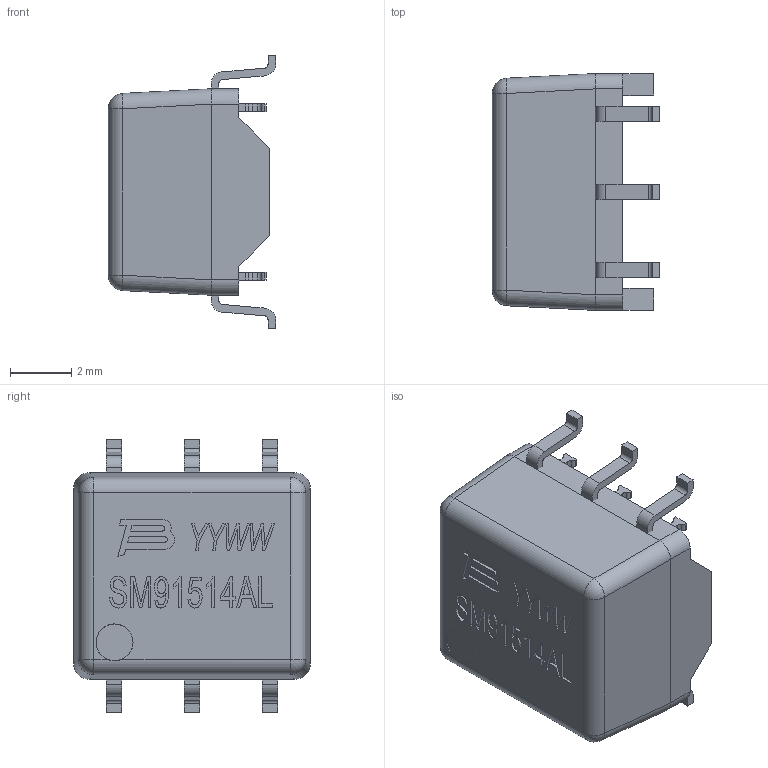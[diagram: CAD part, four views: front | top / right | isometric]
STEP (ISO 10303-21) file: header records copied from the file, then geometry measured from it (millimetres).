
FILE_DESCRIPTION(/* description */ (''),/* implementation_level */ '2;1');
FILE_NAME(/* name */ 'SM91514AL.stp',/* time_stamp */ '2020-10-12T14:53:45+08:00',/* author */ ('mf-mag'),/* organization */ (''),/* preprocessor_version */ 'ST-DEVELOPER v16.5',/* originating_system */ 'Autodesk Inventor 2017',/* authorisation */ '');
FILE_SCHEMA (('AUTOMOTIVE_DESIGN { 1 0 10303 214 3 1 1 }'));
Length unit declared in the file: millimetre
Products named in the file (3): SM91502ALU; 6P; P
Assembly tree (7 placements, depth 2):
  SM91502ALU
    6P
    P  x6
Bounding box: 5.45 x 7.7 x 8.89 mm (x, y, z)
Volume: 104.6 mm3; surface area: 356.4 mm2
Topology: 7 solids, 7 shells, 557 faces, 1532 edges, 1012 vertices
Faces by surface type: plane 328, cylinder 160, bspline 65, sphere 4
Full cylindrical faces by diameter (mm): 1.2 x1
Entity records: 11214 total; most frequent: CARTESIAN_POINT 2777, ORIENTED_EDGE 1860, DIRECTION 1468, EDGE_CURVE 930, LINE 704, VECTOR 704, VERTEX_POINT 611, AXIS2_PLACEMENT_3D 382
